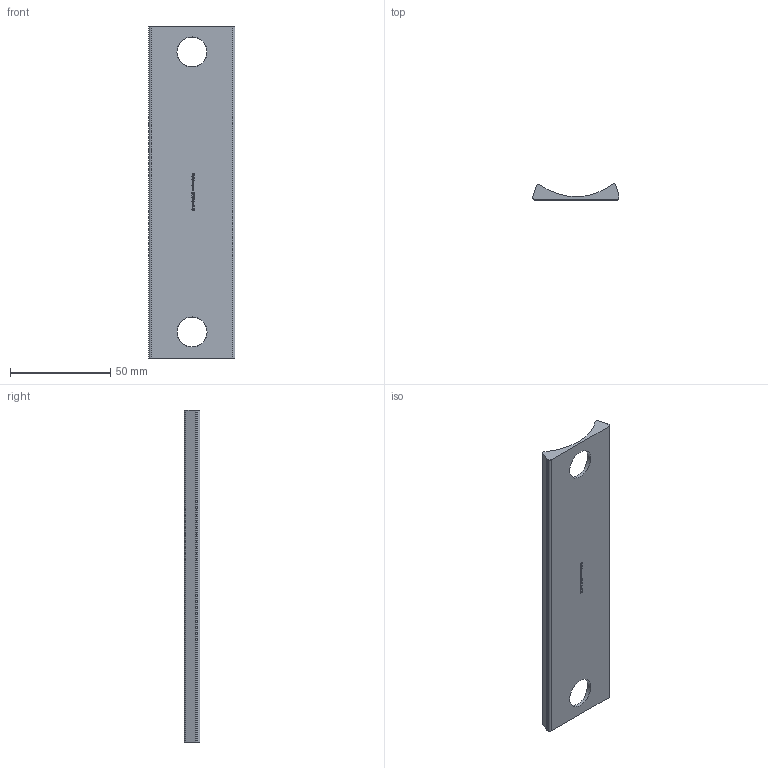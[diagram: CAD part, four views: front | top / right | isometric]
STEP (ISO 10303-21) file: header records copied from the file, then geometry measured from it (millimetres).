
FILE_DESCRIPTION (( 'STEP AP203' ), '1' );
FILE_NAME ('59616-ALU.STEP', '2016-04-21T11:02:58', ( '' ), ( '' ), 'SwSTEP 2.0', 'SolidWorks 2015', '' );
FILE_SCHEMA (( 'CONFIG_CONTROL_DESIGN' ));
Length unit declared in the file: millimetre
Products named in the file (1): 59616-ALU
Bounding box: 43 x 7.97 x 166 mm (x, y, z)
Volume: 26840.6 mm3; surface area: 16423.2 mm2
Topology: 1 solids, 1 shells, 234 faces, 624 edges, 416 vertices
Faces by surface type: plane 133, bspline 90, cylinder 11
Entity records: 12021 total; most frequent: CARTESIAN_POINT 6703, ORIENTED_EDGE 1248, DIRECTION 748, EDGE_CURVE 624, LINE 422, VECTOR 422, VERTEX_POINT 416, EDGE_LOOP 262
